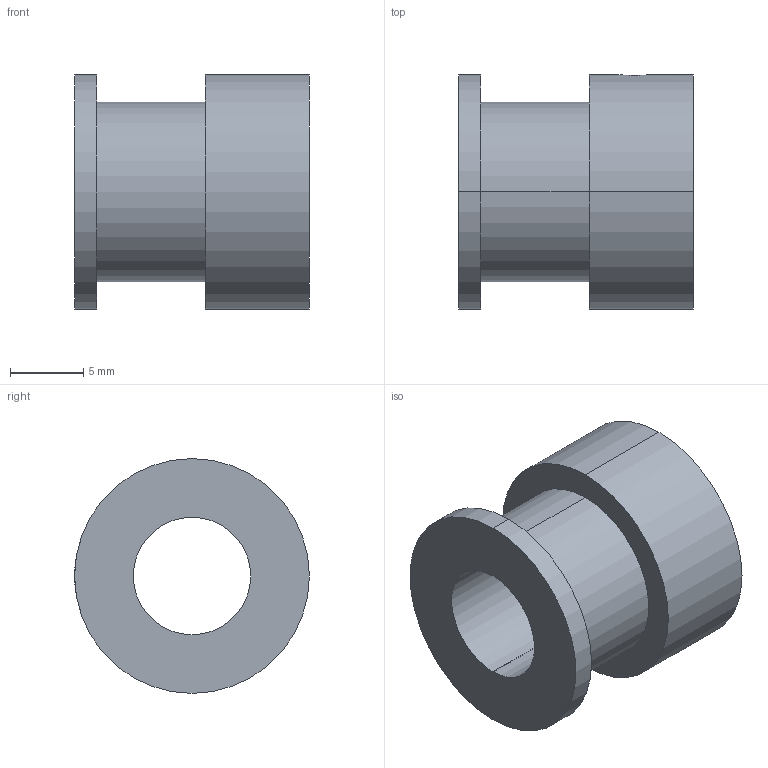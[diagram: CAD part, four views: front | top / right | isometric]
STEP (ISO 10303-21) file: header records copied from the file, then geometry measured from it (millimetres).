
FILE_DESCRIPTION (( 'STEP AP214' ), '1' );
FILE_NAME ('Pulley.STEP', '2021-11-15T08:02:26', ( '' ), ( '' ), 'SwSTEP 2.0', 'SolidWorks 2018', '' );
FILE_SCHEMA (( 'AUTOMOTIVE_DESIGN' ));
Length unit declared in the file: millimetre
Products named in the file (1): Pulley
Bounding box: 16 x 16 x 16 mm (x, y, z)
Volume: 1780.2 mm3; surface area: 1606.7 mm2
Topology: 1 solids, 1 shells, 14 faces, 30 edges, 20 vertices
Faces by surface type: cylinder 10, plane 4
Entity records: 490 total; most frequent: CARTESIAN_POINT 131, DIRECTION 72, ORIENTED_EDGE 60, AXIS2_PLACEMENT_3D 31, EDGE_CURVE 30, EDGE_LOOP 20, VERTEX_POINT 20, CIRCLE 16
